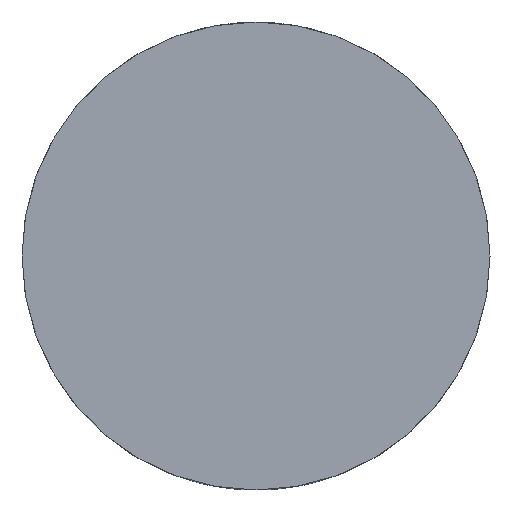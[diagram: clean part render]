
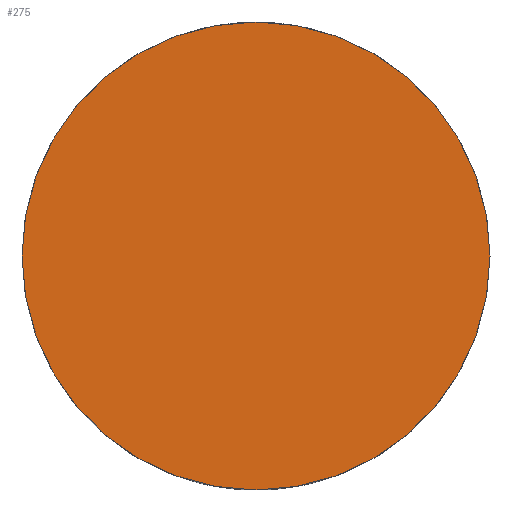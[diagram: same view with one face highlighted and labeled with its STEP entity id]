
A CAD part, top view. The second image highlights one B-rep face of the part: STEP entity #275.
In plain terms, the highlighted planar face has unit normal (0, 0, 1).
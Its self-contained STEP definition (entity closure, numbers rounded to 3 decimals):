
#27=CIRCLE('',#315,5.);
#43=FACE_OUTER_BOUND('',#59,.T.);
#59=EDGE_LOOP('',(#245));
#134=VERTEX_POINT('',#472);
#170=EDGE_CURVE('',#134,#134,#27,.T.);
#245=ORIENTED_EDGE('',*,*,#170,.T.);
#259=PLANE('',#316);
#275=ADVANCED_FACE('',(#43),#259,.T.);
#315=AXIS2_PLACEMENT_3D('',#473,#394,#395);
#316=AXIS2_PLACEMENT_3D('',#475,#397,#398);
#394=DIRECTION('center_axis',(0.,0.,1.));
#395=DIRECTION('ref_axis',(1.,0.,0.));
#397=DIRECTION('center_axis',(0.,0.,1.));
#398=DIRECTION('ref_axis',(1.,0.,0.));
#472=CARTESIAN_POINT('',(-5.,0.,2.8));
#473=CARTESIAN_POINT('Origin',(0.,0.,2.8));
#475=CARTESIAN_POINT('Origin',(0.,0.,2.8));
